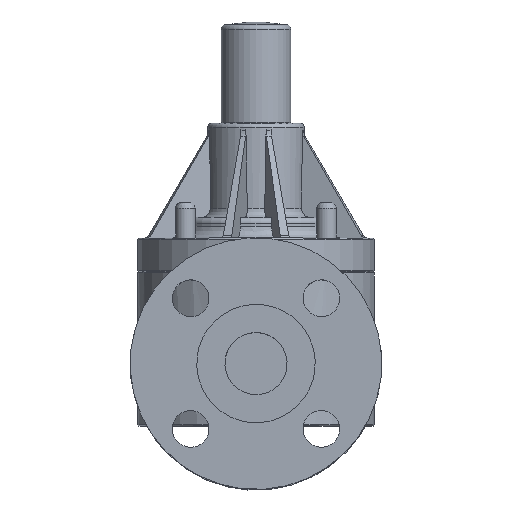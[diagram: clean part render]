
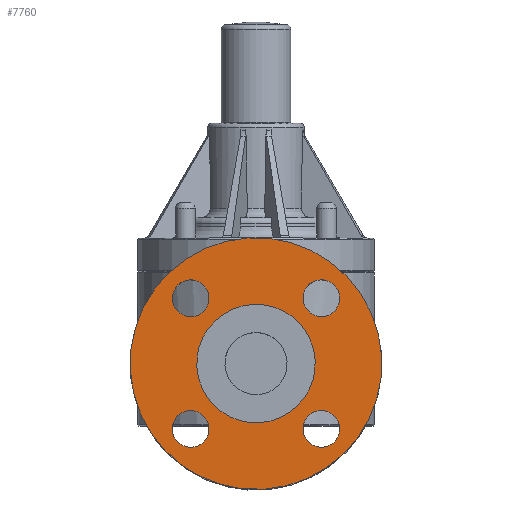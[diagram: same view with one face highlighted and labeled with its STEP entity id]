
A CAD part, top view. The second image highlights one B-rep face of the part: STEP entity #7760.
In plain terms, the highlighted planar face has unit normal (0, 0, 1).
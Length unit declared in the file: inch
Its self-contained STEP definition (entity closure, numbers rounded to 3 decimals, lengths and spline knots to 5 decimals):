
#7689=CARTESIAN_POINT('',(0.70711,0.34289,4.0125));
#7690=DIRECTION('',(0.0,0.0,1.0));
#7691=DIRECTION('',(-0.707,-0.707,0.0));
#7692=AXIS2_PLACEMENT_3D('',#7689,#7690,#7691);
#7693=PLANE('',#7692);
#7694=CARTESIAN_POINT('',(2.03904,0.45173,4.0125));
#7695=VERTEX_POINT('',#7694);
#7696=CARTESIAN_POINT('',(0.,1.05,4.0125));
#7697=DIRECTION('',(0.,0.,1.));
#7698=DIRECTION('',(0.707,0.707,0.));
#7699=AXIS2_PLACEMENT_3D('',#7696,#7697,#7698);
#7700=CIRCLE('',#7699,2.125);
#7701=EDGE_CURVE('',#7695,#7695,#7700,.T.);
#7702=ORIENTED_EDGE('',*,*,#7701,.T.);
#7703=EDGE_LOOP('',(#7702));
#7704=FACE_OUTER_BOUND('',#7703,.T.);
#7705=CARTESIAN_POINT('',(1.40055,-0.14036,4.0125));
#7706=VERTEX_POINT('',#7705);
#7707=CARTESIAN_POINT('',(1.10309,-0.05309,4.0125));
#7708=DIRECTION('',(0.,0.,1.0));
#7709=DIRECTION('',(0.707,0.707,0.));
#7710=AXIS2_PLACEMENT_3D('',#7707,#7708,#7709);
#7711=CIRCLE('',#7710,0.31);
#7712=EDGE_CURVE('',#7706,#7706,#7711,.T.);
#7713=ORIENTED_EDGE('',*,*,#7712,.F.);
#7714=EDGE_LOOP('',(#7713));
#7715=FACE_BOUND('',#7714,.T.);
#7716=CARTESIAN_POINT('',(-1.19036,-0.35055,4.0125));
#7717=VERTEX_POINT('',#7716);
#7718=CARTESIAN_POINT('',(-1.10309,-0.05309,4.0125));
#7719=DIRECTION('',(0.,0.,1.0));
#7720=DIRECTION('',(0.707,0.707,0.));
#7721=AXIS2_PLACEMENT_3D('',#7718,#7719,#7720);
#7722=CIRCLE('',#7721,0.31);
#7723=EDGE_CURVE('',#7717,#7717,#7722,.T.);
#7724=ORIENTED_EDGE('',*,*,#7723,.F.);
#7725=EDGE_LOOP('',(#7724));
#7726=FACE_BOUND('',#7725,.T.);
#7727=CARTESIAN_POINT('',(-1.40055,2.24036,4.0125));
#7728=VERTEX_POINT('',#7727);
#7729=CARTESIAN_POINT('',(-1.10309,2.15309,4.0125));
#7730=DIRECTION('',(0.,0.,1.0));
#7731=DIRECTION('',(0.707,0.707,0.));
#7732=AXIS2_PLACEMENT_3D('',#7729,#7730,#7731);
#7733=CIRCLE('',#7732,0.31);
#7734=EDGE_CURVE('',#7728,#7728,#7733,.T.);
#7735=ORIENTED_EDGE('',*,*,#7734,.F.);
#7736=EDGE_LOOP('',(#7735));
#7737=FACE_BOUND('',#7736,.T.);
#7738=CARTESIAN_POINT('',(0.95955,0.76846,4.0125));
#7739=VERTEX_POINT('',#7738);
#7740=CARTESIAN_POINT('',(0.,1.05,4.0125));
#7741=DIRECTION('',(0.,0.,1.0));
#7742=DIRECTION('',(0.707,0.707,0.));
#7743=AXIS2_PLACEMENT_3D('',#7740,#7741,#7742);
#7744=CIRCLE('',#7743,1.);
#7745=EDGE_CURVE('',#7739,#7739,#7744,.T.);
#7746=ORIENTED_EDGE('',*,*,#7745,.F.);
#7747=EDGE_LOOP('',(#7746));
#7748=FACE_BOUND('',#7747,.T.);
#7749=CARTESIAN_POINT('',(1.19036,2.45055,4.0125));
#7750=VERTEX_POINT('',#7749);
#7751=CARTESIAN_POINT('',(1.10309,2.15309,4.0125));
#7752=DIRECTION('',(0.,0.,1.0));
#7753=DIRECTION('',(0.707,0.707,0.));
#7754=AXIS2_PLACEMENT_3D('',#7751,#7752,#7753);
#7755=CIRCLE('',#7754,0.31);
#7756=EDGE_CURVE('',#7750,#7750,#7755,.T.);
#7757=ORIENTED_EDGE('',*,*,#7756,.F.);
#7758=EDGE_LOOP('',(#7757));
#7759=FACE_BOUND('',#7758,.T.);
#7760=ADVANCED_FACE('',(#7704,#7715,#7726,#7737,#7748,#7759),#7693,.T.);
